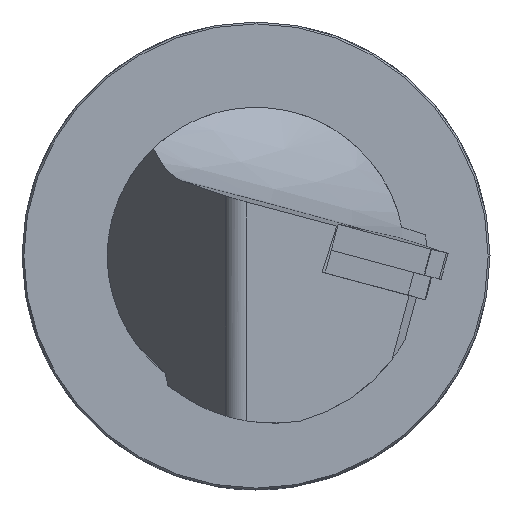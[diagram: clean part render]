
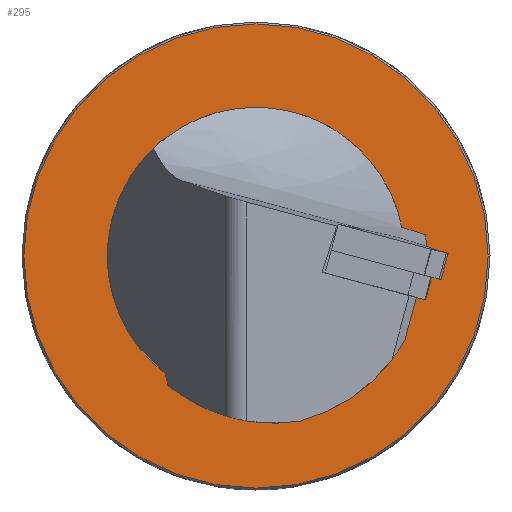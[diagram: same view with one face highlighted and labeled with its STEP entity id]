
A CAD part, left-side view. The second image highlights one B-rep face of the part: STEP entity #295.
In plain terms, the highlighted planar face has unit normal (-1, 0, 0).
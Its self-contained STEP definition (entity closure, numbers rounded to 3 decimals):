
#188=FACE_BOUND('',#491,.T.);
#189=FACE_BOUND('',#492,.T.);
#197=CIRCLE('',#1413,20.);
#198=CIRCLE('',#1415,31.25);
#295=ADVANCED_FACE('',(#188,#189),#347,.T.);
#347=PLANE('',#1461);
#491=EDGE_LOOP('',(#725));
#492=EDGE_LOOP('',(#726));
#725=ORIENTED_EDGE('',*,*,#1040,.F.);
#726=ORIENTED_EDGE('',*,*,#1042,.T.);
#911=VERTEX_POINT('',#2065);
#912=VERTEX_POINT('',#2082);
#1040=EDGE_CURVE('',#911,#911,#197,.T.);
#1042=EDGE_CURVE('',#912,#912,#198,.T.);
#1413=AXIS2_PLACEMENT_3D('',#2064,#1578,#1579);
#1415=AXIS2_PLACEMENT_3D('',#2081,#1582,#1583);
#1461=AXIS2_PLACEMENT_3D('',#2907,#1698,#1699);
#1578=DIRECTION('',(-1.,0.,0.));
#1579=DIRECTION('',(0.,0.,1.));
#1582=DIRECTION('',(-1.,0.,0.));
#1583=DIRECTION('',(0.,0.,1.));
#1698=DIRECTION('',(-1.,0.,0.));
#1699=DIRECTION('',(0.,0.,1.));
#2064=CARTESIAN_POINT('',(83.,0.,0.));
#2065=CARTESIAN_POINT('',(83.,0.,20.));
#2081=CARTESIAN_POINT('',(83.,0.,0.));
#2082=CARTESIAN_POINT('',(83.,0.,31.25));
#2907=CARTESIAN_POINT('',(83.,197.789,0.));
